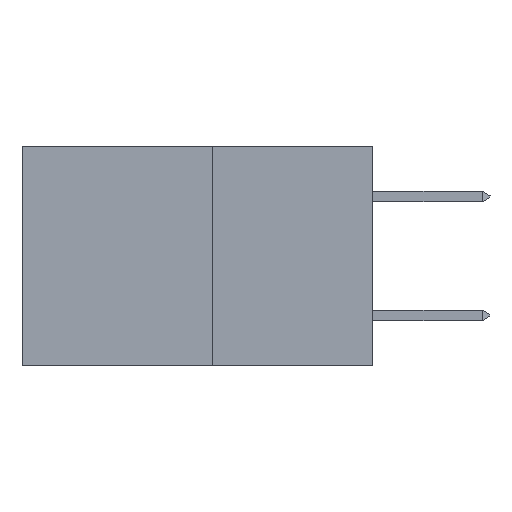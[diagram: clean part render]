
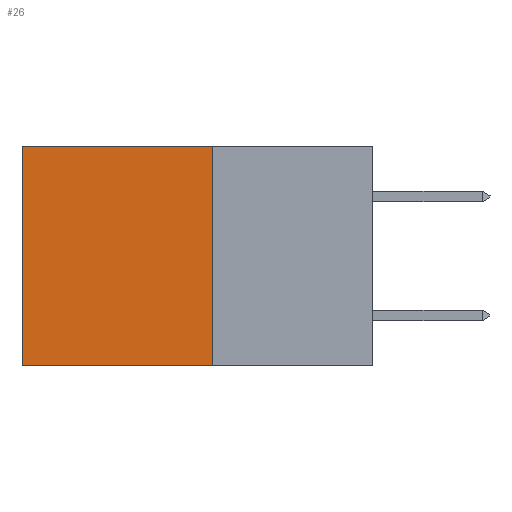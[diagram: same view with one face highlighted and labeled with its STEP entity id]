
A CAD part, left-side view. The second image highlights one B-rep face of the part: STEP entity #26.
In plain terms, the highlighted planar face has unit normal (-1, 0, 0).
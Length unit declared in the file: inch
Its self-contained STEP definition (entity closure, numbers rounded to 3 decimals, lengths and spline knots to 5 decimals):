
#26 = ADVANCED_FACE ( 'NONE', ( #9247 ), #93, .F. ) ;
#93 = PLANE ( 'NONE',  #2005 ) ;
#2005 = AXIS2_PLACEMENT_3D ( 'NONE', #6247, #5947, #6123 ) ;
#2181 = EDGE_CURVE ( 'NONE', #6116, #8603, #6278, .T. ) ;
#2602 = VERTEX_POINT ( 'NONE', #3553 ) ;
#2716 = CARTESIAN_POINT ( 'NONE',  ( 0.277, 0.27, -0.37 ) ) ;
#3305 = ORIENTED_EDGE ( 'NONE', *, *, #2181, .T. ) ;
#3553 = CARTESIAN_POINT ( 'NONE',  ( 0.277, 0.59, -0.37 ) ) ;
#5051 = EDGE_CURVE ( 'NONE', #8603, #2602, #6580, .T. ) ;
#5187 = ORIENTED_EDGE ( 'NONE', *, *, #5051, .T. ) ;
#5375 = VERTEX_POINT ( 'NONE', #8455 ) ;
#5698 = CARTESIAN_POINT ( 'NONE',  ( 0.277, 0.27, 0. ) ) ;
#5947 = DIRECTION ( 'NONE',  ( 1., 0., 0. ) ) ;
#6048 = DIRECTION ( 'NONE',  ( 0., 0., -1. ) ) ;
#6049 = VECTOR ( 'NONE', #6165, 39.37008 ) ;
#6116 = VERTEX_POINT ( 'NONE', #7603 ) ;
#6123 = DIRECTION ( 'NONE',  ( 0., 0., -1. ) ) ;
#6165 = DIRECTION ( 'NONE',  ( 0., 1., 0. ) ) ;
#6247 = CARTESIAN_POINT ( 'NONE',  ( 0.277, 0.27, -0.37 ) ) ;
#6278 = LINE ( 'NONE', #5698, #6049 ) ;
#6428 = LINE ( 'NONE', #7251, #9976 ) ;
#6580 = LINE ( 'NONE', #9600, #8266 ) ;
#6632 = VECTOR ( 'NONE', #8059, 39.37008 ) ;
#7135 = ORIENTED_EDGE ( 'NONE', *, *, #8130, .F. ) ;
#7251 = CARTESIAN_POINT ( 'NONE',  ( 0.277, 0.27, -0.37 ) ) ;
#7603 = CARTESIAN_POINT ( 'NONE',  ( 0.277, 0.27, 0. ) ) ;
#7967 = CARTESIAN_POINT ( 'NONE',  ( 0.277, 0.59, 0. ) ) ;
#8059 = DIRECTION ( 'NONE',  ( 0., 0., -1. ) ) ;
#8130 = EDGE_CURVE ( 'NONE', #5375, #2602, #6428, .T. ) ;
#8266 = VECTOR ( 'NONE', #6048, 39.37008 ) ;
#8455 = CARTESIAN_POINT ( 'NONE',  ( 0.277, 0.27, -0.37 ) ) ;
#8603 = VERTEX_POINT ( 'NONE', #7967 ) ;
#8710 = EDGE_LOOP ( 'NONE', ( #5187, #7135, #9049, #3305 ) ) ;
#8761 = EDGE_CURVE ( 'NONE', #6116, #5375, #8762, .T. ) ;
#8762 = LINE ( 'NONE', #2716, #6632 ) ;
#9049 = ORIENTED_EDGE ( 'NONE', *, *, #8761, .F. ) ;
#9063 = DIRECTION ( 'NONE',  ( 0., 1., 0. ) ) ;
#9247 = FACE_OUTER_BOUND ( 'NONE', #8710, .T. ) ;
#9600 = CARTESIAN_POINT ( 'NONE',  ( 0.277, 0.59, -0.37 ) ) ;
#9976 = VECTOR ( 'NONE', #9063, 39.37008 ) ;
